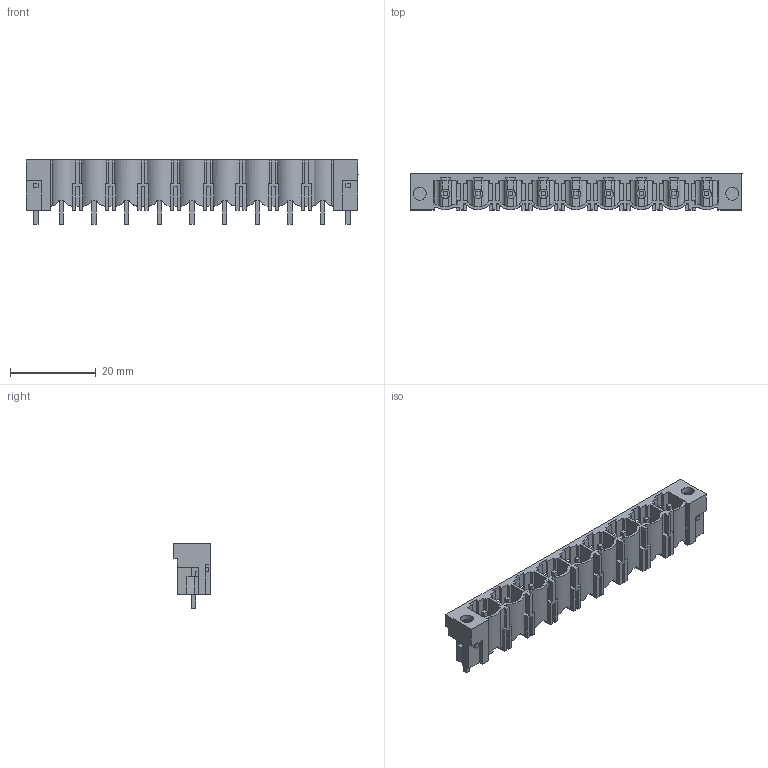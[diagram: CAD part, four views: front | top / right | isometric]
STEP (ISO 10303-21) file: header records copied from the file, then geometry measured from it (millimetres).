
FILE_DESCRIPTION(('CATIA V5 STEP Exchange','CAx-IF Rec.Pracs.--- Model Styling and Organization---1.4--- 2014-01-23'),'2;1');
FILE_NAME ('D1448935_1_1141160000_1141160000.stp','2021-05-21T12:52:28+00:00',('none'),('Weidmueller'),'CATIA Version 5-6 Release 2016 SP3 HF44','CATIA V5 STEP AP214','none');
FILE_SCHEMA(('AUTOMOTIVE_DESIGN { 1 0 10303 214 1 1 1 1 }'));
Length unit declared in the file: millimetre
Products named in the file (1): 1141160000
Bounding box: 77.44 x 8.4 x 14.95 mm (x, y, z)
Volume: 2810.7 mm3; surface area: 7163.3 mm2
Topology: 12 solids, 12 shells, 603 faces, 1723 edges, 1133 vertices
Faces by surface type: plane 509, cylinder 94
Entity records: 18360 total; most frequent: CARTESIAN_POINT 3632, ORIENTED_EDGE 3446, DIRECTION 2398, EDGE_CURVE 1723, VECTOR 1463, LINE 1463, VERTEX_POINT 1133, EDGE_LOOP 618
